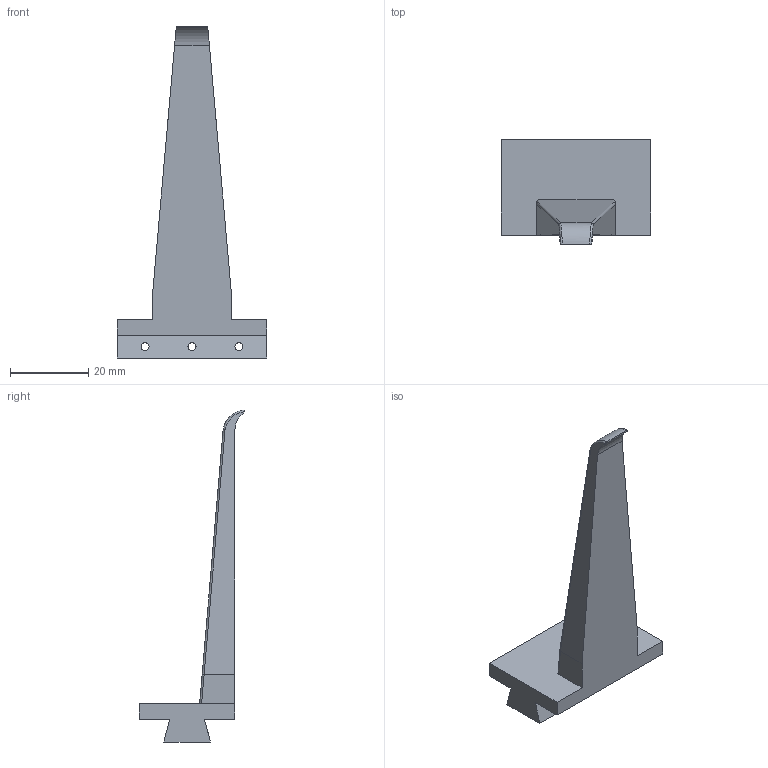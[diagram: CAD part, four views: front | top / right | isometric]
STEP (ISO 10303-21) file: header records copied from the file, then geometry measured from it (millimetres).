
FILE_DESCRIPTION (( 'STEP AP214' ), '1' );
FILE_NAME ('one_finger_backing.STEP', '2025-03-10T22:01:59', ( '' ), ( '' ), 'SwSTEP 2.0', 'SolidWorks 2024', '' );
FILE_SCHEMA (( 'AUTOMOTIVE_DESIGN' ));
Length unit declared in the file: millimetre
Products named in the file (1): one_finger_backing
Bounding box: 38.1 x 26.9 x 84.8 mm (x, y, z)
Volume: 12745.8 mm3; surface area: 6114.4 mm2
Topology: 1 solids, 1 shells, 30 faces, 84 edges, 56 vertices
Faces by surface type: plane 16, cylinder 12, bspline 2
Entity records: 1047 total; most frequent: CARTESIAN_POINT 327, ORIENTED_EDGE 168, DIRECTION 112, EDGE_CURVE 84, VERTEX_POINT 56, VECTOR 54, LINE 54, EDGE_LOOP 36
